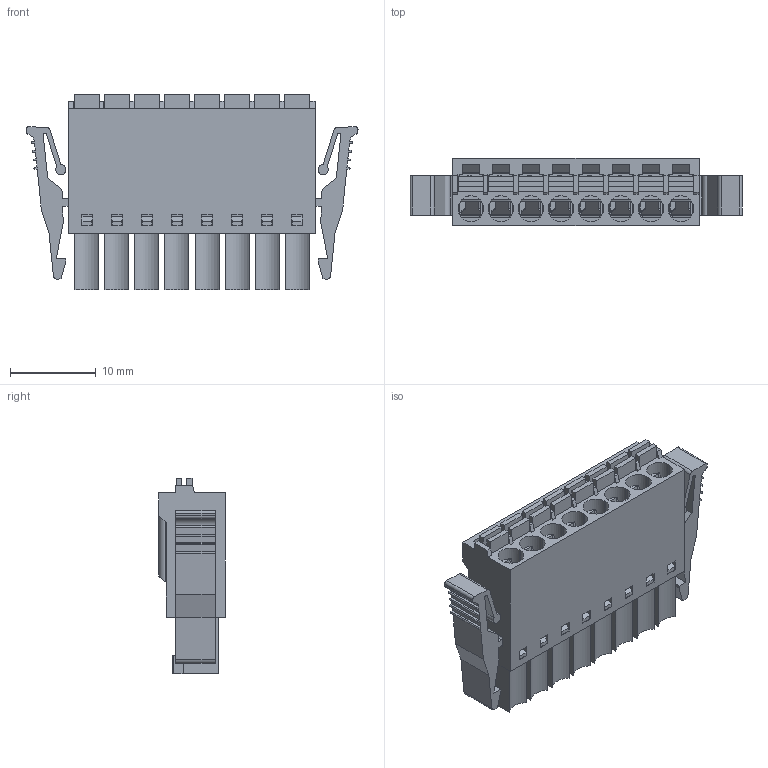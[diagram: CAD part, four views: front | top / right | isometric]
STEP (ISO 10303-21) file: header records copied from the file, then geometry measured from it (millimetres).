
FILE_DESCRIPTION( ( 'Unknown' ), '1' );
FILE_NAME( '691304130008.stp', 'Unknown', ( 'Unknown' ), ( 'Unknown' ), 'PSStep 18.0.17', 'Unknown', ' ' );
FILE_SCHEMA( ( 'AUTOMOTIVE_DESIGN { 1 0 10303 214 1 1 1 1 }' ) );
Length unit declared in the file: millimetre
Products named in the file (6): Assem1; 6913041300xx_Levier; 6913041300xx_Pin; 6913041300xx_Lamelle; 691304130008; 691304130008_Bas
Assembly tree (26 placements, depth 2):
  Assem1
    6913041300xx_Levier  x8
    6913041300xx_Pin  x8
    6913041300xx_Lamelle  x8
    691304130008
    691304130008_Bas
Bounding box: 38.7 x 7.8 x 22.8 mm (x, y, z)
Volume: 2547.6 mm3; surface area: 8999.8 mm2
Topology: 26 solids, 26 shells, 2384 faces, 6726 edges, 4396 vertices
Faces by surface type: plane 1850, cylinder 494, cone 40
Full cylindrical faces by diameter (mm): 1.2 x8
Entity records: 54869 total; most frequent: CARTESIAN_POINT 8375, ORIENTED_EDGE 7774, DIRECTION 7021, EDGE_CURVE 3887, LINE 3369, VECTOR 3369, VERTEX_POINT 2588, AXIS2_PLACEMENT_3D 1826
